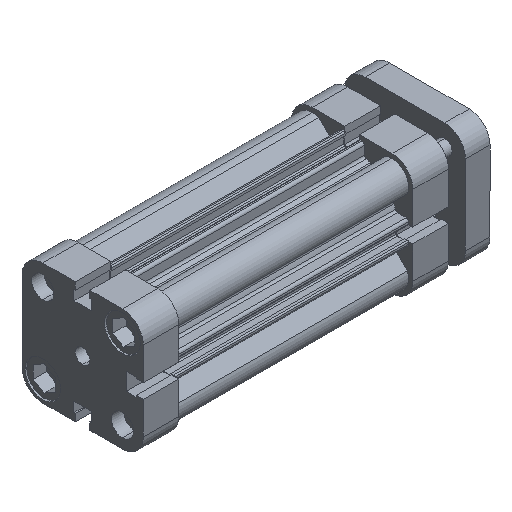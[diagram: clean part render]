
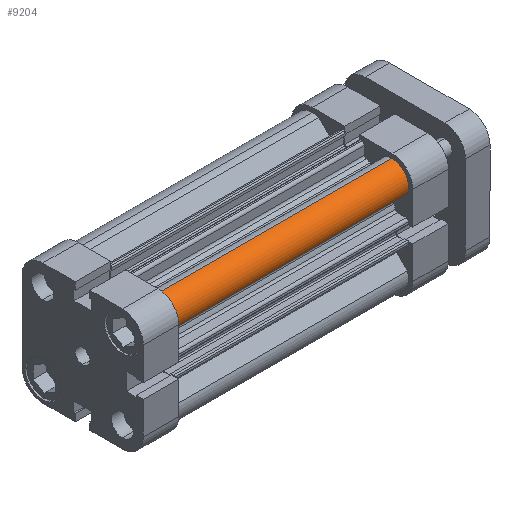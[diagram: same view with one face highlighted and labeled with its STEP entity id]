
A CAD part, isometric view. The second image highlights one B-rep face of the part: STEP entity #9204.
In plain terms, the highlighted cylindrical face has radius 6.75 mm (diameter 13.5 mm), a partial arc.
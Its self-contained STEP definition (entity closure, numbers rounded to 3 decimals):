
#1307 = VECTOR ( 'NONE', #4481, 1000. ) ;
#1311 = LINE ( 'NONE', #4454, #1307 ) ;
#1325 = CIRCLE ( 'NONE', #10694, 6.75 ) ;
#1478 = CIRCLE ( 'NONE', #10726, 6.75 ) ;
#2263 = EDGE_CURVE ( 'NONE', #2965, #2985, #1311, .T. ) ;
#2270 = EDGE_CURVE ( 'NONE', #2965, #3062, #1325, .T. ) ;
#2363 = EDGE_CURVE ( 'NONE', #2985, #3507, #1478, .T. ) ;
#2417 = EDGE_CURVE ( 'NONE', #3062, #3507, #5735, .T. ) ;
#2965 = VERTEX_POINT ( 'NONE', #5344 ) ;
#2985 = VERTEX_POINT ( 'NONE', #5354 ) ;
#3062 = VERTEX_POINT ( 'NONE', #5379 ) ;
#3507 = VERTEX_POINT ( 'NONE', #5537 ) ;
#3839 = EDGE_LOOP ( 'NONE', ( #7878, #7877, #7876, #7875 ) ) ;
#4454 = CARTESIAN_POINT ( 'NONE',  ( -23., -16.25, 95.5 ) ) ;
#4481 = DIRECTION ( 'NONE',  ( 0., 0., -1. ) ) ;
#4498 = CARTESIAN_POINT ( 'NONE',  ( -16.25, -16.25, 95.5 ) ) ;
#4499 = DIRECTION ( 'NONE',  ( 0., 0., 1. ) ) ;
#4500 = DIRECTION ( 'NONE',  ( -1., 0., 0. ) ) ;
#4705 = CARTESIAN_POINT ( 'NONE',  ( -16.25, -16.25, 0. ) ) ;
#4720 = DIRECTION ( 'NONE',  ( 0., 0., 1. ) ) ;
#4721 = DIRECTION ( 'NONE',  ( -1., 0., 0. ) ) ;
#4849 = CARTESIAN_POINT ( 'NONE',  ( -13.633, -22.472, 95.5 ) ) ;
#4850 = DIRECTION ( 'NONE',  ( 0., 0., -1. ) ) ;
#5344 = CARTESIAN_POINT ( 'NONE',  ( -23., -16.25, 95.5 ) ) ;
#5354 = CARTESIAN_POINT ( 'NONE',  ( -23., -16.25, 0. ) ) ;
#5379 = CARTESIAN_POINT ( 'NONE',  ( -13.633, -22.472, 95.5 ) ) ;
#5537 = CARTESIAN_POINT ( 'NONE',  ( -13.633, -22.472, 0. ) ) ;
#5735 = LINE ( 'NONE', #4849, #5736 ) ;
#5736 = VECTOR ( 'NONE', #4850, 1000. ) ;
#6143 = FACE_OUTER_BOUND ( 'NONE', #3839, .T. ) ;
#6146 = CYLINDRICAL_SURFACE ( 'NONE', #10894, 6.75 ) ;
#6823 = DIRECTION ( 'NONE',  ( -1., 0., 0. ) ) ;
#6824 = DIRECTION ( 'NONE',  ( 0., 0., -1. ) ) ;
#6825 = CARTESIAN_POINT ( 'NONE',  ( -16.25, -16.25, 95.5 ) ) ;
#7875 = ORIENTED_EDGE ( 'NONE', *, *, #2417, .F. ) ;
#7876 = ORIENTED_EDGE ( 'NONE', *, *, #2363, .T. ) ;
#7877 = ORIENTED_EDGE ( 'NONE', *, *, #2263, .T. ) ;
#7878 = ORIENTED_EDGE ( 'NONE', *, *, #2270, .F. ) ;
#9204 = ADVANCED_FACE ( 'NONE', ( #6143 ), #6146, .T. ) ;
#10694 = AXIS2_PLACEMENT_3D ( 'NONE', #4498, #4499, #4500 ) ;
#10726 = AXIS2_PLACEMENT_3D ( 'NONE', #4705, #4720, #4721 ) ;
#10894 = AXIS2_PLACEMENT_3D ( 'NONE', #6825, #6824, #6823 ) ;
